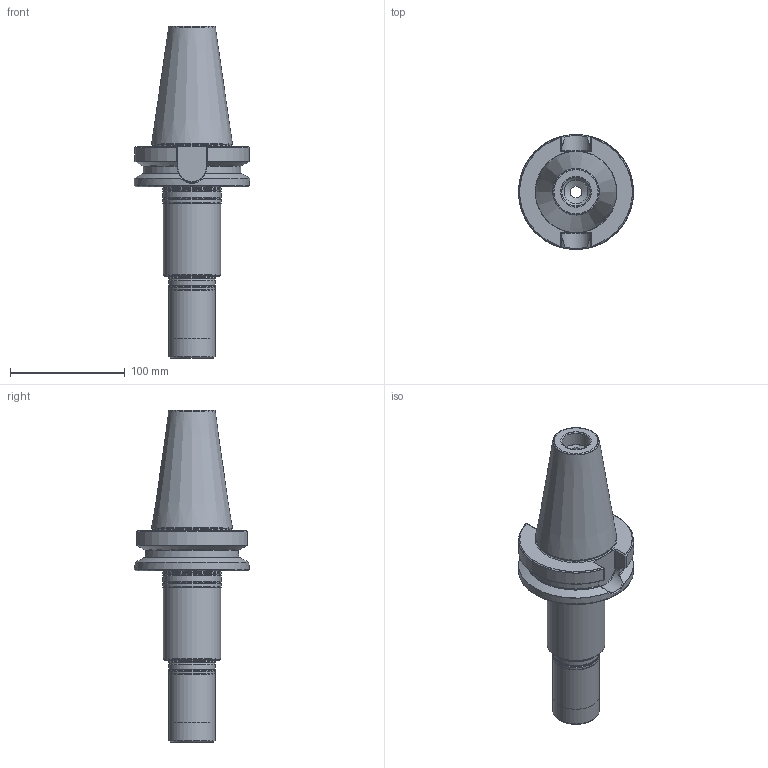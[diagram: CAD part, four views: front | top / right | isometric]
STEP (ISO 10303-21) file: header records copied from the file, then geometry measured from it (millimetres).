
FILE_DESCRIPTION(/* description */ (''),/* implementation_level */ '2;1');
FILE_NAME(/* name */ '415013290.stp',/* time_stamp */ '2021-01-08T12:38:01',/* author */ ('LRA'),/* organization */ ('REGO-FIX'),/* preprocessor_version */ ' Unknown',/* originating_system */ 'SIEMENS PLM Software Solid Edge ST10',/* authorization */ 'Unknown');
FILE_SCHEMA (('AUTOMOTIVE_DESIGN { 1 0 10303 214 2 1 1}'));
Length unit declared in the file: millimetre
Products named in the file (1): NOCUT
Bounding box: 100.3 x 100.3 x 289.2 mm (x, y, z)
Volume: 1285990 mm3; surface area: 167216.4 mm2
Topology: 2 solids, 2 shells, 202 faces, 477 edges, 284 vertices
Faces by surface type: cone 60, plane 57, cylinder 49, torus 32, bspline 4
Full cylindrical faces by diameter (mm): 10.106 x2, 20.751 x2, 20.752 x2, 23.5 x2, 24.7 x1, 25 x1, 40 x2, 40.3 x1, 40.5 x3, 40.8 x3, 50 x1, 50.3 x1, 50.5 x3, 50.8 x3, 100 x1, 100.3 x1
Entity records: 6833 total; most frequent: CARTESIAN_POINT 1296, DIRECTION 860, ORIENTED_EDGE 728, AXIS2_PLACEMENT_3D 374, EDGE_CURVE 364, EDGE_LOOP 308, FACE_BOUND 308, VERTEX_POINT 268
